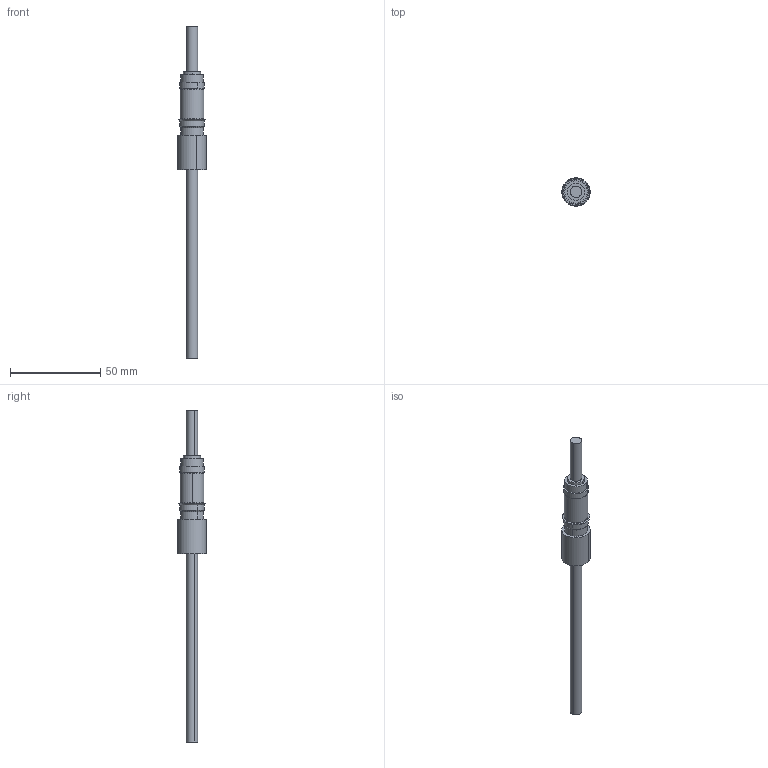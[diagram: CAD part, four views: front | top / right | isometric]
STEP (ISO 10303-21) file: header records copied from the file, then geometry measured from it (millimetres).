
FILE_DESCRIPTION (( 'STEP AP203' ), '1' );
FILE_NAME ('A0106-1-W.STEP', '2019-10-24T17:29:26', ( '' ), ( '' ), 'SwSTEP 2.0', 'SolidWorks 2019', '' );
FILE_SCHEMA (( 'CONFIG_CONTROL_DESIGN' ));
Length unit declared in the file: inch
Products named in the file (1): A0106-1-W
Bounding box: 15.78 x 15.78 x 184.15 mm (x, y, z)
Volume: 11180 mm3; surface area: 8604.6 mm2
Topology: 1 solids, 1 shells, 55 faces, 110 edges, 70 vertices
Faces by surface type: cylinder 32, plane 15, cone 6, torus 2
Entity records: 1535 total; most frequent: DIRECTION 294, CARTESIAN_POINT 236, ORIENTED_EDGE 220, AXIS2_PLACEMENT_3D 128, EDGE_CURVE 110, CIRCLE 72, VERTEX_POINT 70, EDGE_LOOP 68
